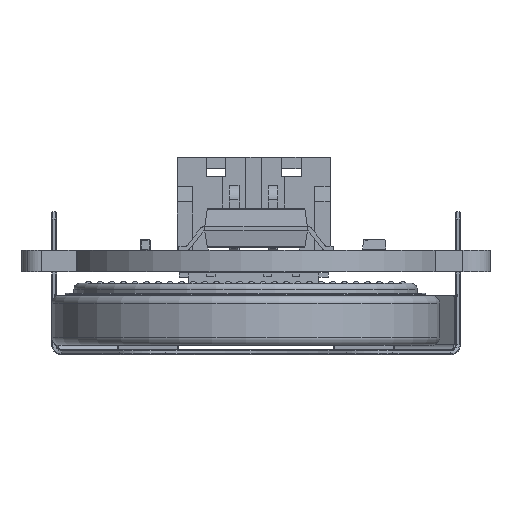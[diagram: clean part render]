
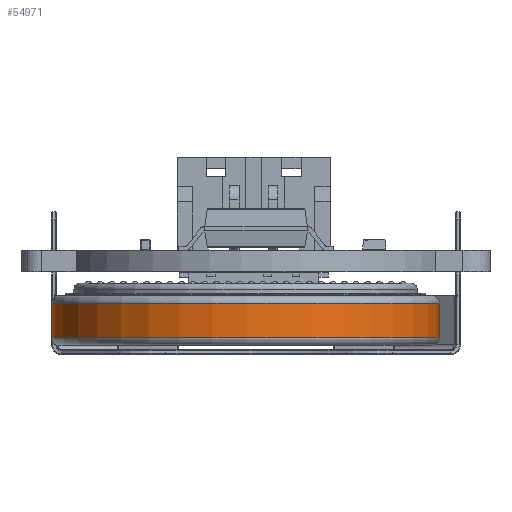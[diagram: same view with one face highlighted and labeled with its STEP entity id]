
A CAD part, front view. The second image highlights one B-rep face of the part: STEP entity #54971.
In plain terms, the highlighted cylindrical face has radius 10 mm (diameter 20 mm), a full revolution.
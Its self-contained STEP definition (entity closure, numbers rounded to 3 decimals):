
#54971 = ADVANCED_FACE('',(#54972),#54998,.T.);
#54972 = FACE_BOUND('',#54973,.T.);
#54973 = EDGE_LOOP('',(#54974,#54983,#54990,#54997));
#54974 = ORIENTED_EDGE('',*,*,#54975,.F.);
#54975 = EDGE_CURVE('',#54976,#54976,#54978,.T.);
#54976 = VERTEX_POINT('',#54977);
#54977 = CARTESIAN_POINT('',(10.,0.,2.17));
#54978 = CIRCLE('',#54979,10.);
#54979 = AXIS2_PLACEMENT_3D('',#54980,#54981,#54982);
#54980 = CARTESIAN_POINT('',(0.,0.,2.17));
#54981 = DIRECTION('',(0.,0.,1.));
#54982 = DIRECTION('',(1.,0.,0.));
#54983 = ORIENTED_EDGE('',*,*,#54984,.T.);
#54984 = EDGE_CURVE('',#54976,#54985,#54987,.T.);
#54985 = VERTEX_POINT('',#54986);
#54986 = CARTESIAN_POINT('',(10.,0.,0.4));
#54987 = B_SPLINE_CURVE_WITH_KNOTS('',1,(#54988,#54989),.UNSPECIFIED.,
  .F.,.F.,(2,2),(0.4,2.17),.PIECEWISE_BEZIER_KNOTS.);
#54988 = CARTESIAN_POINT('',(10.,0.,2.17));
#54989 = CARTESIAN_POINT('',(10.,0.,0.4));
#54990 = ORIENTED_EDGE('',*,*,#54991,.T.);
#54991 = EDGE_CURVE('',#54985,#54985,#54992,.T.);
#54992 = CIRCLE('',#54993,10.);
#54993 = AXIS2_PLACEMENT_3D('',#54994,#54995,#54996);
#54994 = CARTESIAN_POINT('',(0.,0.,0.4));
#54995 = DIRECTION('',(0.,0.,1.));
#54996 = DIRECTION('',(1.,0.,0.));
#54997 = ORIENTED_EDGE('',*,*,#54984,.F.);
#54998 = CYLINDRICAL_SURFACE('',#54999,10.);
#54999 = AXIS2_PLACEMENT_3D('',#55000,#55001,#55002);
#55000 = CARTESIAN_POINT('',(0.,0.,2.57));
#55001 = DIRECTION('',(0.,0.,-1.));
#55002 = DIRECTION('',(-1.,0.,0.));
